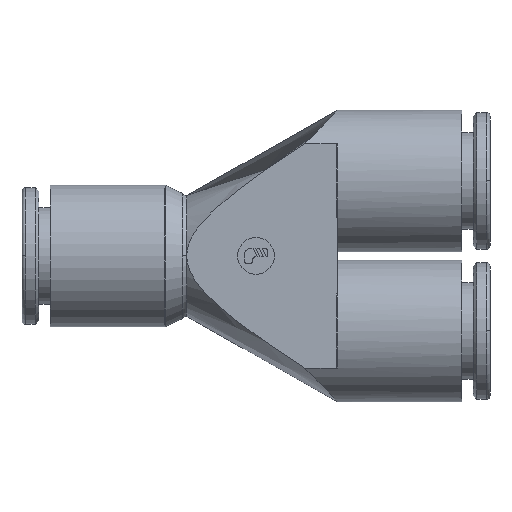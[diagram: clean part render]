
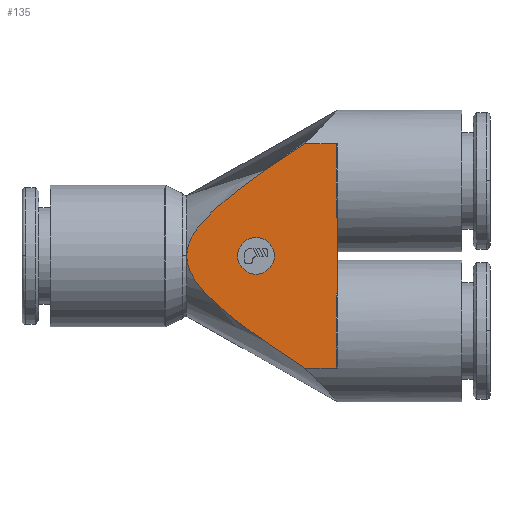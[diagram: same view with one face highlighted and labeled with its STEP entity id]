
A CAD part, top view. The second image highlights one B-rep face of the part: STEP entity #135.
In plain terms, the highlighted planar face has unit normal (0, 0, 1).
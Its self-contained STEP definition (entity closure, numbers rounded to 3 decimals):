
#135=ADVANCED_FACE('',(#345,#346),#347,.T.);
#345=FACE_BOUND('',#580,.T.);
#346=FACE_OUTER_BOUND('',#581,.T.);
#347=PLANE('',#582);
#580=EDGE_LOOP('',(#1323,#1324));
#581=EDGE_LOOP('',(#1325,#1326,#1327,#1328,#1329,#1330,#1331,#1332,#1333,#1334,#1335,#1336,#1337,#1338,#1339));
#582=AXIS2_PLACEMENT_3D('',#1340,#1341,#1342);
#1323=ORIENTED_EDGE('',*,*,#1681,.T.);
#1324=ORIENTED_EDGE('',*,*,#1739,.T.);
#1325=ORIENTED_EDGE('',*,*,#1779,.T.);
#1326=ORIENTED_EDGE('',*,*,#1775,.T.);
#1327=ORIENTED_EDGE('',*,*,#1782,.F.);
#1328=ORIENTED_EDGE('',*,*,#1777,.T.);
#1329=ORIENTED_EDGE('',*,*,#1598,.T.);
#1330=ORIENTED_EDGE('',*,*,#1783,.F.);
#1331=ORIENTED_EDGE('',*,*,#1784,.F.);
#1332=ORIENTED_EDGE('',*,*,#1785,.F.);
#1333=ORIENTED_EDGE('',*,*,#1786,.F.);
#1334=ORIENTED_EDGE('',*,*,#1787,.T.);
#1335=ORIENTED_EDGE('',*,*,#1788,.T.);
#1336=ORIENTED_EDGE('',*,*,#1789,.F.);
#1337=ORIENTED_EDGE('',*,*,#1790,.T.);
#1338=ORIENTED_EDGE('',*,*,#1580,.T.);
#1339=ORIENTED_EDGE('',*,*,#1791,.F.);
#1340=CARTESIAN_POINT('',(22.3,0.,5.75));
#1341=DIRECTION('',(0.0,0.0,1.0));
#1342=DIRECTION('',(0.,-1.0,0.0));
#1580=EDGE_CURVE('',#1912,#1910,#1913,.T.);
#1598=EDGE_CURVE('',#1943,#1941,#1944,.T.);
#1681=EDGE_CURVE('',#2093,#2097,#2099,.T.);
#1739=EDGE_CURVE('',#2097,#2093,#2195,.T.);
#1775=EDGE_CURVE('',#2236,#2234,#2237,.T.);
#1777=EDGE_CURVE('',#2239,#1943,#2240,.T.);
#1779=EDGE_CURVE('',#2242,#2236,#2243,.T.);
#1782=EDGE_CURVE('',#2239,#2234,#2246,.T.);
#1783=EDGE_CURVE('',#2247,#1941,#2248,.T.);
#1784=EDGE_CURVE('',#1843,#2247,#2249,.T.);
#1785=EDGE_CURVE('',#2250,#1843,#2251,.T.);
#1786=EDGE_CURVE('',#2252,#2250,#2253,.T.);
#1787=EDGE_CURVE('',#2252,#2254,#2255,.T.);
#1788=EDGE_CURVE('',#2254,#2256,#2257,.T.);
#1789=EDGE_CURVE('',#2258,#2256,#2259,.T.);
#1790=EDGE_CURVE('',#2258,#1912,#2260,.T.);
#1791=EDGE_CURVE('',#2242,#1910,#2261,.T.);
#1843=VERTEX_POINT('',#2318);
#1910=VERTEX_POINT('',#2490);
#1912=VERTEX_POINT('',#2492);
#1913=B_SPLINE_CURVE_WITH_KNOTS('',3,(#2493,#2494,#2495,#2496,#2497,#2498,#2499,#2500),.UNSPECIFIED.,.F.,.F.,(4,2,2,4),(3.42,3.487,3.554,3.621),.UNSPECIFIED.);
#1941=VERTEX_POINT('',#2583);
#1943=VERTEX_POINT('',#2585);
#1944=B_SPLINE_CURVE_WITH_KNOTS('',3,(#2586,#2587,#2588,#2589,#2590,#2591,#2592,#2593),.UNSPECIFIED.,.F.,.F.,(4,2,2,4),(3.42,3.487,3.554,3.621),.UNSPECIFIED.);
#2093=VERTEX_POINT('',#2794);
#2097=VERTEX_POINT('',#2799);
#2099=CIRCLE('',#2802,1.75);
#2195=CIRCLE('',#2943,1.75);
#2234=VERTEX_POINT('',#3011);
#2236=VERTEX_POINT('',#3013);
#2237=(B_SPLINE_CURVE(2,(#3015,#3016,#3017),.UNSPECIFIED.,.F.,.F.)B_SPLINE_CURVE_WITH_KNOTS((3,3),(0.0,2.152),.UNSPECIFIED.)RATIONAL_B_SPLINE_CURVE((1.0,1.015,1.0))BOUNDED_CURVE()REPRESENTATION_ITEM('')GEOMETRIC_REPRESENTATION_ITEM()CURVE());
#2239=VERTEX_POINT('',#3025);
#2240=(B_SPLINE_CURVE(2,(#3027,#3028,#3029),.UNSPECIFIED.,.F.,.F.)B_SPLINE_CURVE_WITH_KNOTS((3,3),(0.0,2.152),.UNSPECIFIED.)RATIONAL_B_SPLINE_CURVE((1.0,1.015,1.0))BOUNDED_CURVE()REPRESENTATION_ITEM('')GEOMETRIC_REPRESENTATION_ITEM()CURVE());
#2242=VERTEX_POINT('',#3037);
#2243=B_SPLINE_CURVE_WITH_KNOTS('',3,(#3038,#3039,#3040,#3041,#3042,#3043,#3044,#3045),.UNSPECIFIED.,.F.,.F.,(4,2,2,4),(10.594,10.661,10.728,10.795),.UNSPECIFIED.);
#2246=LINE('',#3048,#3049);
#2247=VERTEX_POINT('',#3050);
#2248=LINE('',#3051,#3052);
#2249=(B_SPLINE_CURVE(2,(#3054,#3055,#3056,#3057,#3058),.UNSPECIFIED.,.F.,.F.)B_SPLINE_CURVE_WITH_KNOTS((3,2,3),(0.0,19.443,38.886),.UNSPECIFIED.)RATIONAL_B_SPLINE_CURVE((1.0,1.307,1.0,1.307,1.0))BOUNDED_CURVE()REPRESENTATION_ITEM('')GEOMETRIC_REPRESENTATION_ITEM()CURVE());
#2250=VERTEX_POINT('',#3065);
#2251=(B_SPLINE_CURVE(2,(#3067,#3068,#3069,#3070,#3071),.UNSPECIFIED.,.F.,.F.)B_SPLINE_CURVE_WITH_KNOTS((3,2,3),(0.0,19.443,38.886),.UNSPECIFIED.)RATIONAL_B_SPLINE_CURVE((1.0,1.307,1.0,1.307,1.0))BOUNDED_CURVE()REPRESENTATION_ITEM('')GEOMETRIC_REPRESENTATION_ITEM()CURVE());
#2252=VERTEX_POINT('',#3078);
#2253=LINE('',#3079,#3080);
#2254=VERTEX_POINT('',#3081);
#2255=B_SPLINE_CURVE_WITH_KNOTS('',3,(#3082,#3083,#3084,#3085,#3086,#3087,#3088,#3089),.UNSPECIFIED.,.F.,.F.,(4,2,2,4),(10.594,10.661,10.728,10.795),.UNSPECIFIED.);
#2256=VERTEX_POINT('',#3090);
#2257=(B_SPLINE_CURVE(2,(#3092,#3093,#3094),.UNSPECIFIED.,.F.,.F.)B_SPLINE_CURVE_WITH_KNOTS((3,3),(0.0,2.146),.UNSPECIFIED.)RATIONAL_B_SPLINE_CURVE((1.0,1.015,1.0))BOUNDED_CURVE()REPRESENTATION_ITEM('')GEOMETRIC_REPRESENTATION_ITEM()CURVE());
#2258=VERTEX_POINT('',#3101);
#2259=LINE('',#3102,#3103);
#2260=(B_SPLINE_CURVE(2,(#3105,#3106,#3107),.UNSPECIFIED.,.F.,.F.)B_SPLINE_CURVE_WITH_KNOTS((3,3),(0.0,2.146),.UNSPECIFIED.)RATIONAL_B_SPLINE_CURVE((1.0,1.015,1.0))BOUNDED_CURVE()REPRESENTATION_ITEM('')GEOMETRIC_REPRESENTATION_ITEM()CURVE());
#2261=LINE('',#3114,#3115);
#2318=CARTESIAN_POINT('',(15.7,0.,5.75));
#2490=CARTESIAN_POINT('',(30.05,-3.614,5.75));
#2492=CARTESIAN_POINT('',(29.959,-3.63,5.75));
#2493=CARTESIAN_POINT('',(29.914,-3.649,5.75));
#2494=CARTESIAN_POINT('',(29.934,-3.639,5.75));
#2495=CARTESIAN_POINT('',(29.957,-3.629,5.75));
#2496=CARTESIAN_POINT('',(30.003,-3.617,5.75));
#2497=CARTESIAN_POINT('',(30.028,-3.614,5.75));
#2498=CARTESIAN_POINT('',(30.072,-3.614,5.75));
#2499=CARTESIAN_POINT('',(30.097,-3.617,5.75));
#2500=CARTESIAN_POINT('',(30.12,-3.623,5.75));
#2583=CARTESIAN_POINT('',(30.05,10.686,5.75));
#2585=CARTESIAN_POINT('',(29.959,10.67,5.75));
#2586=CARTESIAN_POINT('',(29.914,10.651,5.75));
#2587=CARTESIAN_POINT('',(29.934,10.661,5.75));
#2588=CARTESIAN_POINT('',(29.957,10.671,5.75));
#2589=CARTESIAN_POINT('',(30.003,10.683,5.75));
#2590=CARTESIAN_POINT('',(30.028,10.686,5.75));
#2591=CARTESIAN_POINT('',(30.072,10.686,5.75));
#2592=CARTESIAN_POINT('',(30.097,10.683,5.75));
#2593=CARTESIAN_POINT('',(30.12,10.677,5.75));
#2794=CARTESIAN_POINT('',(24.05,0.0,5.75));
#2799=CARTESIAN_POINT('',(20.55,0.,5.75));
#2802=AXIS2_PLACEMENT_3D('',#3550,#3551,#3552);
#2943=AXIS2_PLACEMENT_3D('',#3634,#3635,#3636);
#3011=CARTESIAN_POINT('',(30.05,5.774,5.75));
#3013=CARTESIAN_POINT('',(29.959,3.63,5.75));
#3015=CARTESIAN_POINT('',(29.959,3.63,5.75));
#3016=CARTESIAN_POINT('',(30.025,4.775,5.75));
#3017=CARTESIAN_POINT('',(30.05,5.779,5.75));
#3025=CARTESIAN_POINT('',(30.05,8.526,5.75));
#3027=CARTESIAN_POINT('',(30.05,8.521,5.75));
#3028=CARTESIAN_POINT('',(30.025,9.525,5.75));
#3029=CARTESIAN_POINT('',(29.959,10.67,5.75));
#3037=CARTESIAN_POINT('',(30.05,3.614,5.75));
#3038=CARTESIAN_POINT('',(30.12,3.623,5.75));
#3039=CARTESIAN_POINT('',(30.097,3.617,5.75));
#3040=CARTESIAN_POINT('',(30.072,3.614,5.75));
#3041=CARTESIAN_POINT('',(30.028,3.614,5.75));
#3042=CARTESIAN_POINT('',(30.003,3.617,5.75));
#3043=CARTESIAN_POINT('',(29.957,3.629,5.75));
#3044=CARTESIAN_POINT('',(29.934,3.639,5.75));
#3045=CARTESIAN_POINT('',(29.914,3.649,5.75));
#3048=CARTESIAN_POINT('',(30.05,-3.475,5.75));
#3049=VECTOR('',#3745,1.0);
#3050=CARTESIAN_POINT('',(26.941,10.686,5.75));
#3051=CARTESIAN_POINT('',(22.875,10.686,5.75));
#3052=VECTOR('',#3746,1.0);
#3054=CARTESIAN_POINT('',(30.05,-12.655,5.75));
#3055=CARTESIAN_POINT('',(15.7,-3.703,5.75));
#3056=CARTESIAN_POINT('',(15.7,0.,5.75));
#3057=CARTESIAN_POINT('',(15.7,3.703,5.75));
#3058=CARTESIAN_POINT('',(30.05,12.655,5.75));
#3065=CARTESIAN_POINT('',(26.941,-10.686,5.75));
#3067=CARTESIAN_POINT('',(30.05,-12.655,5.75));
#3068=CARTESIAN_POINT('',(15.7,-3.703,5.75));
#3069=CARTESIAN_POINT('',(15.7,0.,5.75));
#3070=CARTESIAN_POINT('',(15.7,3.703,5.75));
#3071=CARTESIAN_POINT('',(30.05,12.655,5.75));
#3078=CARTESIAN_POINT('',(30.05,-10.686,5.75));
#3079=CARTESIAN_POINT('',(22.875,-10.686,5.75));
#3080=VECTOR('',#3747,1.0);
#3081=CARTESIAN_POINT('',(29.959,-10.67,5.75));
#3082=CARTESIAN_POINT('',(30.12,-10.677,5.75));
#3083=CARTESIAN_POINT('',(30.097,-10.683,5.75));
#3084=CARTESIAN_POINT('',(30.072,-10.686,5.75));
#3085=CARTESIAN_POINT('',(30.028,-10.686,5.75));
#3086=CARTESIAN_POINT('',(30.003,-10.683,5.75));
#3087=CARTESIAN_POINT('',(29.957,-10.671,5.75));
#3088=CARTESIAN_POINT('',(29.934,-10.661,5.75));
#3089=CARTESIAN_POINT('',(29.914,-10.651,5.75));
#3090=CARTESIAN_POINT('',(30.05,-8.526,5.75));
#3092=CARTESIAN_POINT('',(29.959,-10.67,5.75));
#3093=CARTESIAN_POINT('',(30.024,-9.528,5.75));
#3094=CARTESIAN_POINT('',(30.05,-8.526,5.75));
#3101=CARTESIAN_POINT('',(30.05,-5.774,5.75));
#3102=CARTESIAN_POINT('',(30.05,-3.475,5.75));
#3103=VECTOR('',#3748,1.0);
#3105=CARTESIAN_POINT('',(30.05,-5.774,5.75));
#3106=CARTESIAN_POINT('',(30.024,-4.772,5.75));
#3107=CARTESIAN_POINT('',(29.959,-3.63,5.75));
#3114=CARTESIAN_POINT('',(30.05,-3.475,5.75));
#3115=VECTOR('',#3749,1.0);
#3550=CARTESIAN_POINT('',(22.3,0.0,5.75));
#3551=DIRECTION('',(0.0,0.0,-1.0));
#3552=DIRECTION('',(1.0,0.0,0.0));
#3634=CARTESIAN_POINT('',(22.3,0.0,5.75));
#3635=DIRECTION('',(0.0,0.0,-1.0));
#3636=DIRECTION('',(1.0,0.0,0.0));
#3745=DIRECTION('',(0.,-1.0,0.0));
#3746=DIRECTION('',(1.0,0.,0.0));
#3747=DIRECTION('',(-1.0,0.,-0.0));
#3748=DIRECTION('',(0.,-1.0,0.0));
#3749=DIRECTION('',(0.,-1.0,0.0));
